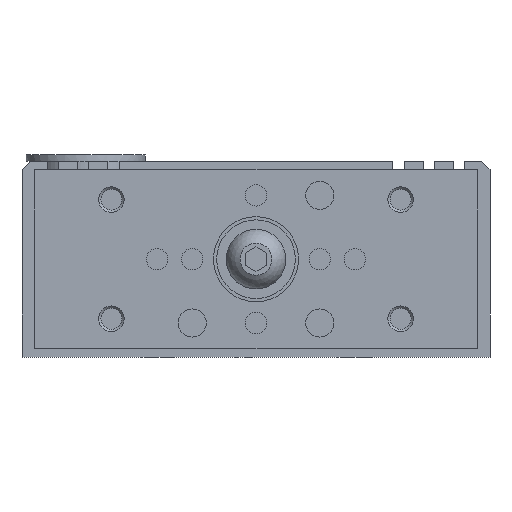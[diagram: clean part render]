
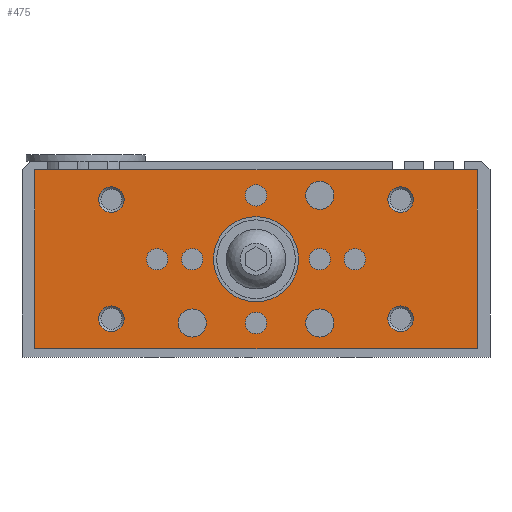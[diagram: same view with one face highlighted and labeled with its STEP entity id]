
A CAD part, left-side view. The second image highlights one B-rep face of the part: STEP entity #475.
In plain terms, the highlighted planar face has unit normal (-1, 0, 0).
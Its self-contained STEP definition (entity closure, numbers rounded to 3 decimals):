
#475 = ADVANCED_FACE( '', ( #1146, #1147, #1148, #1149, #1150, #1151, #1152, #1153, #1154, #1155, #1156, #1157, #1158, #1159, #1160 ), #1161, .F. );
#1146 = FACE_BOUND( '', #2030, .T. );
#1147 = FACE_BOUND( '', #2031, .T. );
#1148 = FACE_BOUND( '', #2032, .T. );
#1149 = FACE_BOUND( '', #2033, .T. );
#1150 = FACE_BOUND( '', #2034, .T. );
#1151 = FACE_BOUND( '', #2035, .T. );
#1152 = FACE_BOUND( '', #2036, .T. );
#1153 = FACE_BOUND( '', #2037, .T. );
#1154 = FACE_BOUND( '', #2038, .T. );
#1155 = FACE_BOUND( '', #2039, .T. );
#1156 = FACE_BOUND( '', #2040, .T. );
#1157 = FACE_BOUND( '', #2041, .T. );
#1158 = FACE_BOUND( '', #2042, .T. );
#1159 = FACE_BOUND( '', #2043, .T. );
#1160 = FACE_OUTER_BOUND( '', #2044, .T. );
#1161 = PLANE( '', #2045 );
#2030 = EDGE_LOOP( '', ( #3319 ) );
#2031 = EDGE_LOOP( '', ( #3320 ) );
#2032 = EDGE_LOOP( '', ( #3321 ) );
#2033 = EDGE_LOOP( '', ( #3322 ) );
#2034 = EDGE_LOOP( '', ( #3323 ) );
#2035 = EDGE_LOOP( '', ( #3324 ) );
#2036 = EDGE_LOOP( '', ( #3325 ) );
#2037 = EDGE_LOOP( '', ( #3326 ) );
#2038 = EDGE_LOOP( '', ( #3327 ) );
#2039 = EDGE_LOOP( '', ( #3328 ) );
#2040 = EDGE_LOOP( '', ( #3329 ) );
#2041 = EDGE_LOOP( '', ( #3330 ) );
#2042 = EDGE_LOOP( '', ( #3331 ) );
#2043 = EDGE_LOOP( '', ( #3332 ) );
#2044 = EDGE_LOOP( '', ( #3333, #3334, #3335, #3336 ) );
#2045 = AXIS2_PLACEMENT_3D( '', #3337, #3338, #3339 );
#3319 = ORIENTED_EDGE( '', *, *, #4458, .T. );
#3320 = ORIENTED_EDGE( '', *, *, #4463, .T. );
#3321 = ORIENTED_EDGE( '', *, *, #4692, .T. );
#3322 = ORIENTED_EDGE( '', *, *, #4693, .T. );
#3323 = ORIENTED_EDGE( '', *, *, #4694, .T. );
#3324 = ORIENTED_EDGE( '', *, *, #4695, .T. );
#3325 = ORIENTED_EDGE( '', *, *, #4626, .T. );
#3326 = ORIENTED_EDGE( '', *, *, #4696, .F. );
#3327 = ORIENTED_EDGE( '', *, *, #4697, .T. );
#3328 = ORIENTED_EDGE( '', *, *, #4698, .T. );
#3329 = ORIENTED_EDGE( '', *, *, #4525, .F. );
#3330 = ORIENTED_EDGE( '', *, *, #4699, .F. );
#3331 = ORIENTED_EDGE( '', *, *, #4700, .T. );
#3332 = ORIENTED_EDGE( '', *, *, #4701, .T. );
#3333 = ORIENTED_EDGE( '', *, *, #4297, .F. );
#3334 = ORIENTED_EDGE( '', *, *, #4702, .F. );
#3335 = ORIENTED_EDGE( '', *, *, #4703, .F. );
#3336 = ORIENTED_EDGE( '', *, *, #4704, .F. );
#3337 = CARTESIAN_POINT( '', ( -106., 52., 44. ) );
#3338 = DIRECTION( '', ( 1., 0., 0. ) );
#3339 = DIRECTION( '', ( 0., 0., 1. ) );
#4297 = EDGE_CURVE( '', #4959, #4961, #4962, .T. );
#4458 = EDGE_CURVE( '', #5236, #5236, #5237, .T. );
#4463 = EDGE_CURVE( '', #5244, #5244, #5245, .T. );
#4525 = EDGE_CURVE( '', #5343, #5343, #5344, .T. );
#4626 = EDGE_CURVE( '', #5506, #5506, #5507, .T. );
#4692 = EDGE_CURVE( '', #5598, #5598, #5599, .T. );
#4693 = EDGE_CURVE( '', #5600, #5600, #5601, .T. );
#4694 = EDGE_CURVE( '', #5602, #5602, #5603, .T. );
#4695 = EDGE_CURVE( '', #5604, #5604, #5605, .T. );
#4696 = EDGE_CURVE( '', #5606, #5606, #5607, .T. );
#4697 = EDGE_CURVE( '', #5608, #5608, #5609, .T. );
#4698 = EDGE_CURVE( '', #5610, #5610, #5611, .T. );
#4699 = EDGE_CURVE( '', #5612, #5612, #5613, .T. );
#4700 = EDGE_CURVE( '', #5614, #5614, #5615, .T. );
#4701 = EDGE_CURVE( '', #5616, #5616, #5617, .T. );
#4702 = EDGE_CURVE( '', #5618, #4959, #5619, .T. );
#4703 = EDGE_CURVE( '', #5620, #5618, #5621, .T. );
#4704 = EDGE_CURVE( '', #4961, #5620, #5622, .T. );
#4959 = VERTEX_POINT( '', #5940 );
#4961 = VERTEX_POINT( '', #5943 );
#4962 = LINE( '', #5944, #5945 );
#5236 = VERTEX_POINT( '', #6316 );
#5237 = CIRCLE( '', #6317, 2.51 );
#5244 = VERTEX_POINT( '', #6324 );
#5245 = CIRCLE( '', #6325, 2.51 );
#5343 = VERTEX_POINT( '', #6437 );
#5344 = CIRCLE( '', #6438, 3. );
#5506 = VERTEX_POINT( '', #6640 );
#5507 = CIRCLE( '', #6641, 3.3 );
#5598 = VERTEX_POINT( '', #6765 );
#5599 = CIRCLE( '', #6766, 2.51 );
#5600 = VERTEX_POINT( '', #6767 );
#5601 = CIRCLE( '', #6768, 2.51 );
#5602 = VERTEX_POINT( '', #6769 );
#5603 = CIRCLE( '', #6770, 3.3 );
#5604 = VERTEX_POINT( '', #6771 );
#5605 = CIRCLE( '', #6772, 3.3 );
#5606 = VERTEX_POINT( '', #6773 );
#5607 = CIRCLE( '', #6774, 2.51 );
#5608 = VERTEX_POINT( '', #6775 );
#5609 = CIRCLE( '', #6776, 2.51 );
#5610 = VERTEX_POINT( '', #6777 );
#5611 = CIRCLE( '', #6778, 3. );
#5612 = VERTEX_POINT( '', #6779 );
#5613 = CIRCLE( '', #6780, 3. );
#5614 = VERTEX_POINT( '', #6781 );
#5615 = CIRCLE( '', #6782, 3. );
#5616 = VERTEX_POINT( '', #6783 );
#5617 = CIRCLE( '', #6784, 10. );
#5618 = VERTEX_POINT( '', #6785 );
#5619 = LINE( '', #6786, #6787 );
#5620 = VERTEX_POINT( '', #6788 );
#5621 = LINE( '', #6789, #6790 );
#5622 = LINE( '', #6791, #6792 );
#5940 = CARTESIAN_POINT( '', ( -106., 52., 2. ) );
#5943 = CARTESIAN_POINT( '', ( -106., 52., 44. ) );
#5944 = CARTESIAN_POINT( '', ( -106., 52., 2. ) );
#5945 = VECTOR( '', #7366, 1000. );
#6316 = CARTESIAN_POINT( '', ( -106., 0., 10.51 ) );
#6317 = AXIS2_PLACEMENT_3D( '', #7576, #7577, #7578 );
#6324 = CARTESIAN_POINT( '', ( -106., 12.49, 23. ) );
#6325 = AXIS2_PLACEMENT_3D( '', #7585, #7586, #7587 );
#6437 = CARTESIAN_POINT( '', ( -106., -31., 9. ) );
#6438 = AXIS2_PLACEMENT_3D( '', #7683, #7684, #7685 );
#6640 = CARTESIAN_POINT( '', ( -106., -15., 34.7 ) );
#6641 = AXIS2_PLACEMENT_3D( '', #7831, #7832, #7833 );
#6765 = CARTESIAN_POINT( '', ( -106., 0., 35.49 ) );
#6766 = AXIS2_PLACEMENT_3D( '', #7910, #7911, #7912 );
#6767 = CARTESIAN_POINT( '', ( -106., -12.49, 23. ) );
#6768 = AXIS2_PLACEMENT_3D( '', #7913, #7914, #7915 );
#6769 = CARTESIAN_POINT( '', ( -106., 15., 4.7 ) );
#6770 = AXIS2_PLACEMENT_3D( '', #7916, #7917, #7918 );
#6771 = CARTESIAN_POINT( '', ( -106., -15., 4.7 ) );
#6772 = AXIS2_PLACEMENT_3D( '', #7919, #7920, #7921 );
#6773 = CARTESIAN_POINT( '', ( -106., 20.74, 23. ) );
#6774 = AXIS2_PLACEMENT_3D( '', #7922, #7923, #7924 );
#6775 = CARTESIAN_POINT( '', ( -106., -20.74, 23. ) );
#6776 = AXIS2_PLACEMENT_3D( '', #7925, #7926, #7927 );
#6777 = CARTESIAN_POINT( '', ( -106., 31., 9. ) );
#6778 = AXIS2_PLACEMENT_3D( '', #7928, #7929, #7930 );
#6779 = CARTESIAN_POINT( '', ( -106., 31., 37. ) );
#6780 = AXIS2_PLACEMENT_3D( '', #7931, #7932, #7933 );
#6781 = CARTESIAN_POINT( '', ( -106., -31., 37. ) );
#6782 = AXIS2_PLACEMENT_3D( '', #7934, #7935, #7936 );
#6783 = CARTESIAN_POINT( '', ( -106., 10., 23. ) );
#6784 = AXIS2_PLACEMENT_3D( '', #7937, #7938, #7939 );
#6785 = CARTESIAN_POINT( '', ( -106., -52., 2. ) );
#6786 = CARTESIAN_POINT( '', ( -106., -52., 2. ) );
#6787 = VECTOR( '', #7940, 1000. );
#6788 = CARTESIAN_POINT( '', ( -106., -52., 44. ) );
#6789 = CARTESIAN_POINT( '', ( -106., -52., 44. ) );
#6790 = VECTOR( '', #7941, 1000. );
#6791 = CARTESIAN_POINT( '', ( -106., 52., 44. ) );
#6792 = VECTOR( '', #7942, 1000. );
#7366 = DIRECTION( '', ( 0., 0., 1. ) );
#7576 = CARTESIAN_POINT( '', ( -106., 0., 8. ) );
#7577 = DIRECTION( '', ( 1., 0., 0. ) );
#7578 = DIRECTION( '', ( 0., 0., 1. ) );
#7585 = CARTESIAN_POINT( '', ( -106., 15., 23. ) );
#7586 = DIRECTION( '', ( 1., 0., 0. ) );
#7587 = DIRECTION( '', ( 0., -1., 0. ) );
#7683 = CARTESIAN_POINT( '', ( -106., -34., 9. ) );
#7684 = DIRECTION( '', ( -1., 0., 0. ) );
#7685 = DIRECTION( '', ( 0., 1., 0. ) );
#7831 = CARTESIAN_POINT( '', ( -106., -15., 38. ) );
#7832 = DIRECTION( '', ( 1., 0., 0. ) );
#7833 = DIRECTION( '', ( 0., 0., -1. ) );
#7910 = CARTESIAN_POINT( '', ( -106., 0., 38. ) );
#7911 = DIRECTION( '', ( 1., 0., 0. ) );
#7912 = DIRECTION( '', ( 0., 0., -1. ) );
#7913 = CARTESIAN_POINT( '', ( -106., -15., 23. ) );
#7914 = DIRECTION( '', ( 1., 0., 0. ) );
#7915 = DIRECTION( '', ( 0., 1., 0. ) );
#7916 = CARTESIAN_POINT( '', ( -106., 15., 8. ) );
#7917 = DIRECTION( '', ( 1., 0., 0. ) );
#7918 = DIRECTION( '', ( 0., 0., -1. ) );
#7919 = CARTESIAN_POINT( '', ( -106., -15., 8. ) );
#7920 = DIRECTION( '', ( 1., 0., 0. ) );
#7921 = DIRECTION( '', ( 0., 0., -1. ) );
#7922 = CARTESIAN_POINT( '', ( -106., 23.25, 23. ) );
#7923 = DIRECTION( '', ( -1., 0., 0. ) );
#7924 = DIRECTION( '', ( 0., -1., 0. ) );
#7925 = CARTESIAN_POINT( '', ( -106., -23.25, 23. ) );
#7926 = DIRECTION( '', ( 1., 0., 0. ) );
#7927 = DIRECTION( '', ( 0., 1., 0. ) );
#7928 = CARTESIAN_POINT( '', ( -106., 34., 9. ) );
#7929 = DIRECTION( '', ( 1., 0., 0. ) );
#7930 = DIRECTION( '', ( 0., -1., 0. ) );
#7931 = CARTESIAN_POINT( '', ( -106., 34., 37. ) );
#7932 = DIRECTION( '', ( -1., 0., 0. ) );
#7933 = DIRECTION( '', ( 0., -1., 0. ) );
#7934 = CARTESIAN_POINT( '', ( -106., -34., 37. ) );
#7935 = DIRECTION( '', ( 1., 0., 0. ) );
#7936 = DIRECTION( '', ( 0., 1., 0. ) );
#7937 = CARTESIAN_POINT( '', ( -106., 0., 23. ) );
#7938 = DIRECTION( '', ( 1., 0., 0. ) );
#7939 = DIRECTION( '', ( 0., 1., 0. ) );
#7940 = DIRECTION( '', ( 0., 1., 0. ) );
#7941 = DIRECTION( '', ( 0., 0., -1. ) );
#7942 = DIRECTION( '', ( 0., -1., 0. ) );
